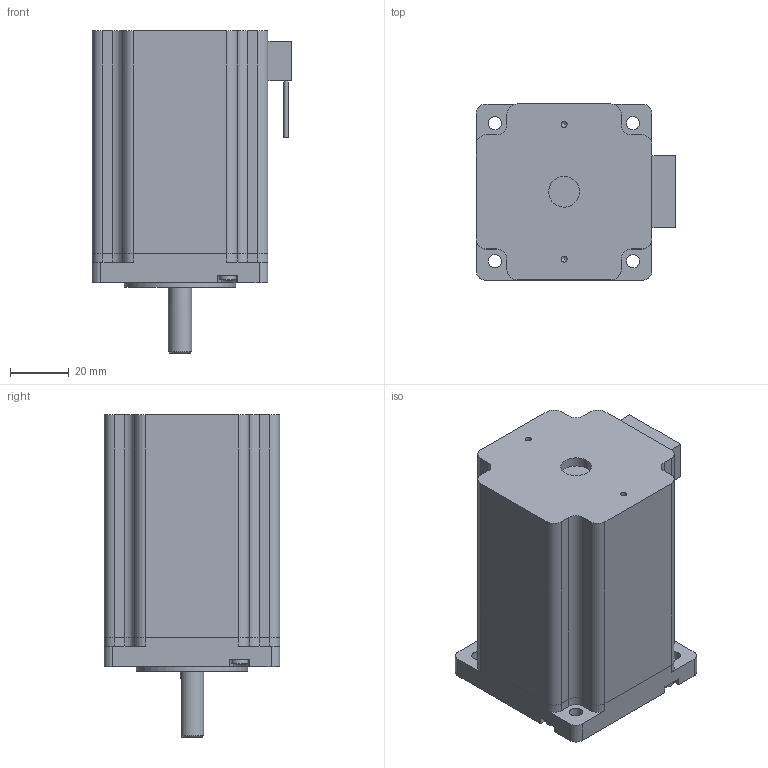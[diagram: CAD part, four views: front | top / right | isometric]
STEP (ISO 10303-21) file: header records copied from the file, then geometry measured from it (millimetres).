
FILE_DESCRIPTION(/* description */ (''),/* implementation_level */ '2;1');
FILE_NAME(/* name */ 'QSH6018-86.step',/* time_stamp */ '2018-12-07T17:10:17+01:00',/* author */ ('jakob.buesch'),/* organization */ (''),/* preprocessor_version */ 'ST-DEVELOPER v17.2',/* originating_system */ 'Autodesk Translation Framework v7.6.0.251',/* authorisation */ '');
FILE_SCHEMA (('AUTOMOTIVE_DESIGN { 1 0 10303 214 3 1 1 }'));
Length unit declared in the file: millimetre
Products named in the file (2): QSH6018-86_2; QSH6018-86
Assembly tree (1 placements, depth 2):
  QSH6018-86_2
    QSH6018-86
Bounding box: 68.15 x 60 x 110 mm (x, y, z)
Volume: 278599.2 mm3; surface area: 35265.8 mm2
Topology: 2 solids, 2 shells, 237 faces, 584 edges, 368 vertices
Faces by surface type: plane 175, cylinder 54, cone 4, sphere 4
Full cylindrical faces by diameter (mm): 1.5 x8, 2.05 x2, 4.5 x4, 5.6 x4, 8 x1, 10.5 x2, 38.1 x1
Entity records: 7041 total; most frequent: DIRECTION 1272, CARTESIAN_POINT 1194, ORIENTED_EDGE 1164, EDGE_CURVE 582, AXIS2_PLACEMENT_3D 452, LINE 368, VECTOR 368, VERTEX_POINT 368
